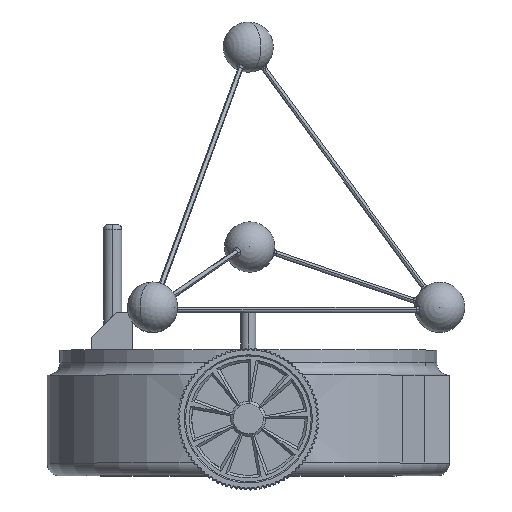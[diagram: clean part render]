
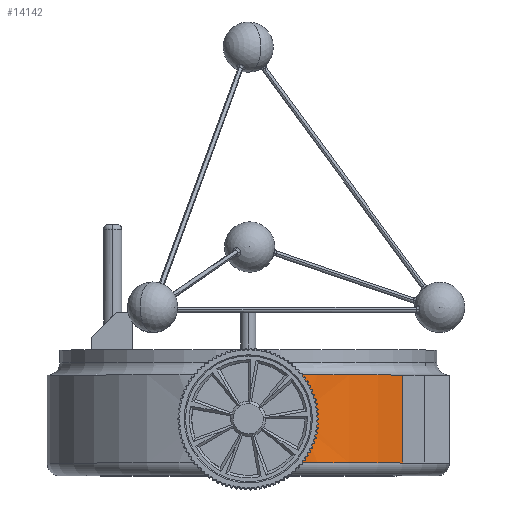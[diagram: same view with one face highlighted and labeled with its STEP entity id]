
A CAD part, top view. The second image highlights one B-rep face of the part: STEP entity #14142.
In plain terms, the highlighted cylindrical face has radius 80 mm (diameter 160 mm), a partial arc.
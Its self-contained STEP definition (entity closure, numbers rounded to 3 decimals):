
#299 = CARTESIAN_POINT ( 'NONE',  ( 15.447, 38.945, 78.506 ) ) ;
#1320 = CARTESIAN_POINT ( 'NONE',  ( 22.124, 18.318, 76.88 ) ) ;
#1459 = CARTESIAN_POINT ( 'NONE',  ( 14.142, 5., 78.74 ) ) ;
#1642 = CARTESIAN_POINT ( 'NONE',  ( 22.488, 21.652, 76.774 ) ) ;
#1788 = LINE ( 'NONE', #13490, #20588 ) ;
#2451 = ORIENTED_EDGE ( 'NONE', *, *, #8691, .T. ) ;
#2886 = B_SPLINE_CURVE_WITH_KNOTS ( 'NONE', 3,
 ( #24343, #26839, #29116, #12090, #28909, #5173, #9759, #29016, #26528, #14680, #14570, #9876, #12203, #7677, #299, #12517 ),
 .UNSPECIFIED., .F., .F.,
 ( 4, 2, 2, 2, 2, 2, 2, 4 ),
 ( 0.091, 0.096, 0.097, 0.098, 0.101, 0.103, 0.106, 0.111 ),
 .UNSPECIFIED. ) ;
#3747 = CARTESIAN_POINT ( 'NONE',  ( 21.523, 15.887, 77.051 ) ) ;
#3862 = CARTESIAN_POINT ( 'NONE',  ( 19.563, 11.262, 77.575 ) ) ;
#3972 = CARTESIAN_POINT ( 'NONE',  ( 20.957, 14.3, 77.206 ) ) ;
#4129 = ORIENTED_EDGE ( 'NONE', *, *, #13972, .T. ) ;
#5135 = CARTESIAN_POINT ( 'NONE',  ( 15.402, 6.077, 78.506 ) ) ;
#5173 = CARTESIAN_POINT ( 'NONE',  ( 21.513, 29.105, 77.053 ) ) ;
#6628 = DIRECTION ( 'NONE',  ( 0., -1., 0. ) ) ;
#7240 = CARTESIAN_POINT ( 'NONE',  ( 22.5, 22.5, 76.771 ) ) ;
#7677 = CARTESIAN_POINT ( 'NONE',  ( 16.616, 37.763, 78.263 ) ) ;
#8481 = CARTESIAN_POINT ( 'NONE',  ( 22.405, 20.39, 76.799 ) ) ;
#8691 = EDGE_CURVE ( 'NONE', #30130, #13828, #1788, .T. ) ;
#9672 = EDGE_CURVE ( 'NONE', #23037, #19818, #17547, .T. ) ;
#9759 = CARTESIAN_POINT ( 'NONE',  ( 21.385, 29.508, 77.089 ) ) ;
#9876 = CARTESIAN_POINT ( 'NONE',  ( 18.654, 35.109, 77.796 ) ) ;
#10151 = CARTESIAN_POINT ( 'NONE',  ( 14.142, 5., 78.74 ) ) ;
#10876 = AXIS2_PLACEMENT_3D ( 'NONE', #21776, #30418, #14210 ) ;
#10884 = DIRECTION ( 'NONE',  ( 0., 1., 0. ) ) ;
#12090 = CARTESIAN_POINT ( 'NONE',  ( 21.849, 27.889, 76.959 ) ) ;
#12203 = CARTESIAN_POINT ( 'NONE',  ( 18.169, 35.798, 77.911 ) ) ;
#12362 = CARTESIAN_POINT ( 'NONE',  ( 16.28, 6.963, 78.327 ) ) ;
#12517 = CARTESIAN_POINT ( 'NONE',  ( 14.142, 40., 78.74 ) ) ;
#13304 = CARTESIAN_POINT ( 'NONE',  ( 22.44, 20.809, 76.788 ) ) ;
#13317 = CARTESIAN_POINT ( 'NONE',  ( 0., 5., 0. ) ) ;
#13407 = CARTESIAN_POINT ( 'NONE',  ( 16.565, 7.268, 78.267 ) ) ;
#13490 = CARTESIAN_POINT ( 'NONE',  ( 61.425, 40., 51.254 ) ) ;
#13529 = AXIS2_PLACEMENT_3D ( 'NONE', #13317, #10884, #25032 ) ;
#13727 = CARTESIAN_POINT ( 'NONE',  ( 17.12, 7.894, 78.147 ) ) ;
#13828 = VERTEX_POINT ( 'NONE', #14650 ) ;
#13972 = EDGE_CURVE ( 'NONE', #23037, #30130, #20209, .T. ) ;
#14085 = ORIENTED_EDGE ( 'NONE', *, *, #19422, .T. ) ;
#14142 = ADVANCED_FACE ( 'NONE', ( #22849 ), #16818, .T. ) ;
#14210 = DIRECTION ( 'NONE',  ( 0., 0., -1. ) ) ;
#14570 = CARTESIAN_POINT ( 'NONE',  ( 19.535, 33.695, 77.58 ) ) ;
#14650 = CARTESIAN_POINT ( 'NONE',  ( 61.425, 40., 51.254 ) ) ;
#14680 = CARTESIAN_POINT ( 'NONE',  ( 19.934, 32.967, 77.477 ) ) ;
#16016 = CARTESIAN_POINT ( 'NONE',  ( 20.466, 13.141, 77.338 ) ) ;
#16714 = AXIS2_PLACEMENT_3D ( 'NONE', #18570, #6628, #23195 ) ;
#16818 = CYLINDRICAL_SURFACE ( 'NONE', #16714, 80. ) ;
#17084 = EDGE_LOOP ( 'NONE', ( #4129, #2451, #14085, #30770, #23814 ) ) ;
#17547 = B_SPLINE_CURVE_WITH_KNOTS ( 'NONE', 3,
 ( #10151, #26904, #5135, #12362, #13407, #13727, #25659, #23183, #3862, #16016, #23067, #3972, #30322, #3747, #28033, #1320, #25237, #8481, #13304, #1642, #27830, #25343 ),
 .UNSPECIFIED., .F., .F.,
 ( 4, 2, 2, 2, 2, 2, 2, 2, 2, 2, 4 ),
 ( 0.071, 0.073, 0.074, 0.076, 0.081, 0.082, 0.083, 0.086, 0.088, 0.09, 0.091 ),
 .UNSPECIFIED. ) ;
#18570 = CARTESIAN_POINT ( 'NONE',  ( 0., 40., 0. ) ) ;
#19422 = EDGE_CURVE ( 'NONE', #13828, #21295, #28585, .T. ) ;
#19818 = VERTEX_POINT ( 'NONE', #7240 ) ;
#20209 = CIRCLE ( 'NONE', #13529, 80. ) ;
#20588 = VECTOR ( 'NONE', #23257, 1000. ) ;
#20970 = CARTESIAN_POINT ( 'NONE',  ( 14.142, 40., 78.74 ) ) ;
#21295 = VERTEX_POINT ( 'NONE', #20970 ) ;
#21776 = CARTESIAN_POINT ( 'NONE',  ( 0., 40., 0. ) ) ;
#22849 = FACE_OUTER_BOUND ( 'NONE', #17084, .T. ) ;
#23037 = VERTEX_POINT ( 'NONE', #1459 ) ;
#23067 = CARTESIAN_POINT ( 'NONE',  ( 20.636, 13.523, 77.293 ) ) ;
#23183 = CARTESIAN_POINT ( 'NONE',  ( 18.685, 9.855, 77.794 ) ) ;
#23195 = DIRECTION ( 'NONE',  ( 0., 0., -1. ) ) ;
#23257 = DIRECTION ( 'NONE',  ( 0., 1., 0. ) ) ;
#23318 = CARTESIAN_POINT ( 'NONE',  ( 61.425, 5., 51.254 ) ) ;
#23814 = ORIENTED_EDGE ( 'NONE', *, *, #9672, .F. ) ;
#24343 = CARTESIAN_POINT ( 'NONE',  ( 22.5, 22.5, 76.771 ) ) ;
#25032 = DIRECTION ( 'NONE',  ( 0., 0., 1. ) ) ;
#25237 = CARTESIAN_POINT ( 'NONE',  ( 22.264, 19.141, 76.84 ) ) ;
#25343 = CARTESIAN_POINT ( 'NONE',  ( 22.5, 22.5, 76.771 ) ) ;
#25659 = CARTESIAN_POINT ( 'NONE',  ( 17.39, 8.217, 78.087 ) ) ;
#26528 = CARTESIAN_POINT ( 'NONE',  ( 20.652, 31.468, 77.289 ) ) ;
#26839 = CARTESIAN_POINT ( 'NONE',  ( 22.5, 24.188, 76.771 ) ) ;
#26904 = CARTESIAN_POINT ( 'NONE',  ( 14.787, 5.521, 78.624 ) ) ;
#27830 = CARTESIAN_POINT ( 'NONE',  ( 22.5, 22.077, 76.771 ) ) ;
#28033 = CARTESIAN_POINT ( 'NONE',  ( 21.753, 16.691, 76.986 ) ) ;
#28585 = CIRCLE ( 'NONE', #10876, 80. ) ;
#28909 = CARTESIAN_POINT ( 'NONE',  ( 21.745, 28.295, 76.988 ) ) ;
#29016 = CARTESIAN_POINT ( 'NONE',  ( 20.97, 30.697, 77.203 ) ) ;
#29116 = CARTESIAN_POINT ( 'NONE',  ( 22.312, 25.848, 76.826 ) ) ;
#29455 = EDGE_CURVE ( 'NONE', #19818, #21295, #2886, .T. ) ;
#30130 = VERTEX_POINT ( 'NONE', #23318 ) ;
#30322 = CARTESIAN_POINT ( 'NONE',  ( 21.107, 14.696, 77.165 ) ) ;
#30418 = DIRECTION ( 'NONE',  ( 0., -1., 0. ) ) ;
#30770 = ORIENTED_EDGE ( 'NONE', *, *, #29455, .F. ) ;
